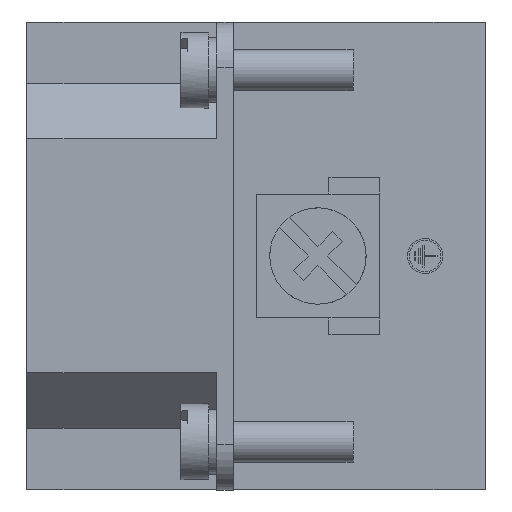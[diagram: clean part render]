
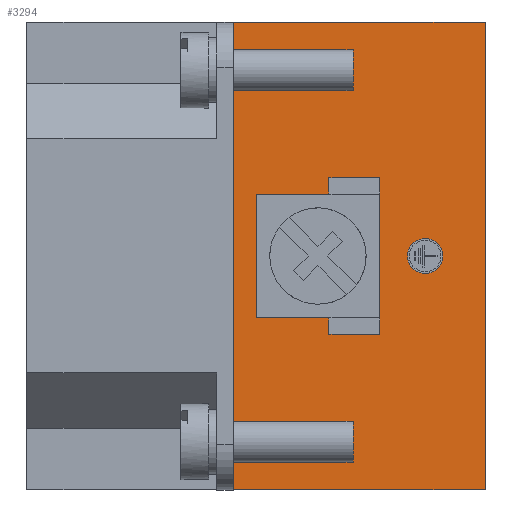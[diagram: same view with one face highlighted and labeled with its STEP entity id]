
A CAD part, left-side view. The second image highlights one B-rep face of the part: STEP entity #3294.
In plain terms, the highlighted planar face has unit normal (-1, 0, 0).
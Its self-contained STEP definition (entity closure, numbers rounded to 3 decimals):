
#2158=FACE_BOUND('',#5427,.T.);
#2159=FACE_BOUND('',#5428,.T.);
#2160=FACE_BOUND('',#5429,.T.);
#2243=CIRCLE('',#15980,1.28);
#3294=ADVANCED_FACE('',(#2158,#2159,#2160),#3854,.T.);
#3854=PLANE('',#16673);
#5427=EDGE_LOOP('',(#8649));
#5428=EDGE_LOOP('',(#8650,#8651,#8652,#8653,#8654,#8655,#8656,#8657));
#5429=EDGE_LOOP('',(#8658,#8659,#8660,#8661));
#8649=ORIENTED_EDGE('',*,*,#11389,.T.);
#8650=ORIENTED_EDGE('',*,*,#11461,.T.);
#8651=ORIENTED_EDGE('',*,*,#11446,.T.);
#8652=ORIENTED_EDGE('',*,*,#11450,.T.);
#8653=ORIENTED_EDGE('',*,*,#11451,.T.);
#8654=ORIENTED_EDGE('',*,*,#11454,.T.);
#8655=ORIENTED_EDGE('',*,*,#11455,.T.);
#8656=ORIENTED_EDGE('',*,*,#11457,.T.);
#8657=ORIENTED_EDGE('',*,*,#11459,.T.);
#8658=ORIENTED_EDGE('',*,*,#12184,.T.);
#8659=ORIENTED_EDGE('',*,*,#12185,.F.);
#8660=ORIENTED_EDGE('',*,*,#12180,.T.);
#8661=ORIENTED_EDGE('',*,*,#12186,.F.);
#9797=VERTEX_POINT('',#22431);
#9838=VERTEX_POINT('',#22549);
#9839=VERTEX_POINT('',#22550);
#9840=VERTEX_POINT('',#22555);
#9841=VERTEX_POINT('',#22559);
#9842=VERTEX_POINT('',#22563);
#9843=VERTEX_POINT('',#22567);
#9844=VERTEX_POINT('',#22571);
#9845=VERTEX_POINT('',#22575);
#10386=VERTEX_POINT('',#24168);
#10387=VERTEX_POINT('',#24169);
#10390=VERTEX_POINT('',#24177);
#10391=VERTEX_POINT('',#24178);
#11389=EDGE_CURVE('',#9797,#9797,#2243,.T.);
#11446=EDGE_CURVE('',#9838,#9839,#13219,.T.);
#11450=EDGE_CURVE('',#9839,#9840,#13223,.T.);
#11451=EDGE_CURVE('',#9840,#9841,#13224,.T.);
#11454=EDGE_CURVE('',#9841,#9842,#13227,.T.);
#11455=EDGE_CURVE('',#9842,#9843,#13228,.T.);
#11457=EDGE_CURVE('',#9843,#9844,#13230,.T.);
#11459=EDGE_CURVE('',#9844,#9845,#13232,.T.);
#11461=EDGE_CURVE('',#9845,#9838,#13234,.T.);
#12180=EDGE_CURVE('',#10386,#10387,#13625,.T.);
#12184=EDGE_CURVE('',#10390,#10391,#13629,.T.);
#12185=EDGE_CURVE('',#10386,#10391,#13630,.T.);
#12186=EDGE_CURVE('',#10390,#10387,#13631,.T.);
#13219=LINE('',#22548,#14650);
#13223=LINE('',#22556,#14654);
#13224=LINE('',#22558,#14655);
#13227=LINE('',#22564,#14658);
#13228=LINE('',#22566,#14659);
#13230=LINE('',#22570,#14661);
#13232=LINE('',#22574,#14663);
#13234=LINE('',#22578,#14665);
#13625=LINE('',#24167,#15056);
#13629=LINE('',#24176,#15060);
#13630=LINE('',#24179,#15061);
#13631=LINE('',#24180,#15062);
#14650=VECTOR('',#18486,1.);
#14654=VECTOR('',#18492,1.);
#14655=VECTOR('',#18495,1.);
#14658=VECTOR('',#18500,1.);
#14659=VECTOR('',#18503,1.);
#14661=VECTOR('',#18507,1.);
#14663=VECTOR('',#18511,1.);
#14665=VECTOR('',#18515,1.);
#15056=VECTOR('',#20222,1.);
#15060=VECTOR('',#20228,1.);
#15061=VECTOR('',#20229,1.);
#15062=VECTOR('',#20230,1.);
#15980=AXIS2_PLACEMENT_3D('',#22430,#18382,#18383);
#16673=AXIS2_PLACEMENT_3D('',#24181,#20231,#20232);
#18382=DIRECTION('',(1.,0.,0.));
#18383=DIRECTION('',(0.,1.,0.));
#18486=DIRECTION('',(0.,0.,1.));
#18492=DIRECTION('',(0.,1.,0.));
#18495=DIRECTION('',(0.,0.,1.));
#18500=DIRECTION('',(0.,-1.,0.));
#18503=DIRECTION('',(0.,0.,1.));
#18507=DIRECTION('',(0.,-1.,0.));
#18511=DIRECTION('',(0.,0.,-1.));
#18515=DIRECTION('',(0.,1.,0.));
#20222=DIRECTION('',(0.,0.,1.));
#20228=DIRECTION('',(0.,0.,-1.));
#20229=DIRECTION('',(0.,1.,0.));
#20230=DIRECTION('',(0.,-1.,0.));
#20231=DIRECTION('',(-1.,0.,0.));
#20232=DIRECTION('',(0.,-1.,0.));
#22430=CARTESIAN_POINT('',(-45.15,-13.936,0.));
#22431=CARTESIAN_POINT('',(-45.15,-12.656,0.));
#22548=CARTESIAN_POINT('',(-45.15,-6.95,-5.7));
#22549=CARTESIAN_POINT('',(-45.15,-6.95,-5.7));
#22550=CARTESIAN_POINT('',(-45.15,-6.95,-4.5));
#22555=CARTESIAN_POINT('',(-45.15,-1.65,-4.5));
#22556=CARTESIAN_POINT('',(-45.15,-6.95,-4.5));
#22558=CARTESIAN_POINT('',(-45.15,-1.65,-4.5));
#22559=CARTESIAN_POINT('',(-45.15,-1.65,4.5));
#22563=CARTESIAN_POINT('',(-45.15,-6.95,4.5));
#22564=CARTESIAN_POINT('',(-45.15,-1.65,4.5));
#22566=CARTESIAN_POINT('',(-45.15,-6.95,4.5));
#22567=CARTESIAN_POINT('',(-45.15,-6.95,5.7));
#22570=CARTESIAN_POINT('',(-45.15,-6.95,5.7));
#22571=CARTESIAN_POINT('',(-45.15,-10.65,5.7));
#22574=CARTESIAN_POINT('',(-45.15,-10.65,5.7));
#22575=CARTESIAN_POINT('',(-45.15,-10.65,-5.7));
#22578=CARTESIAN_POINT('',(-45.15,-10.65,-5.7));
#24167=CARTESIAN_POINT('',(-45.15,-18.3,-17.));
#24168=CARTESIAN_POINT('',(-45.15,-18.3,-17.));
#24169=CARTESIAN_POINT('',(-45.15,-18.3,17.));
#24176=CARTESIAN_POINT('',(-45.15,0.,17.));
#24177=CARTESIAN_POINT('',(-45.15,0.,17.));
#24178=CARTESIAN_POINT('',(-45.15,0.,-17.));
#24179=CARTESIAN_POINT('',(-45.15,-18.3,-17.));
#24180=CARTESIAN_POINT('',(-45.15,0.,17.));
#24181=CARTESIAN_POINT('',(-45.15,15.783,-17.95));
